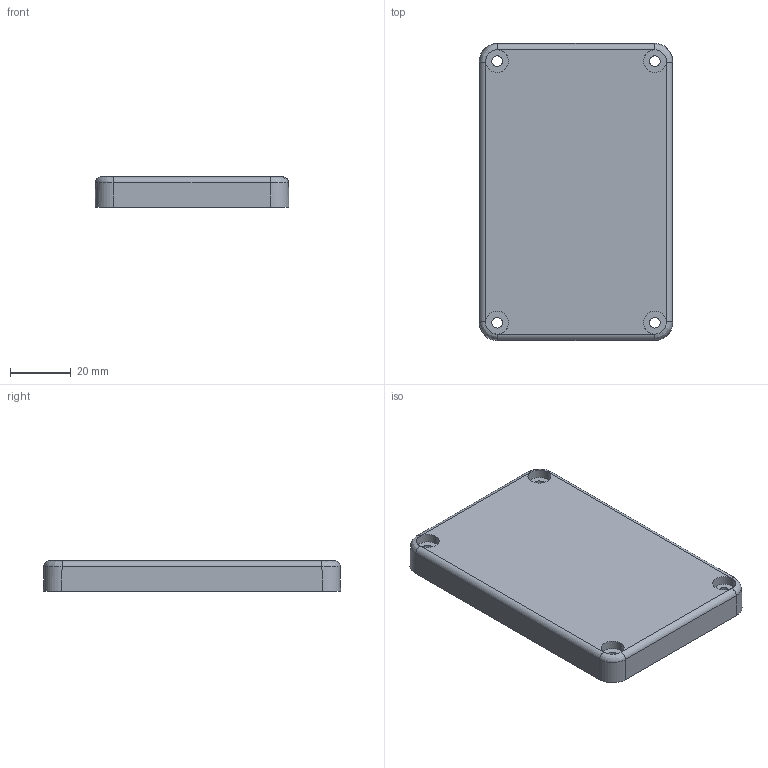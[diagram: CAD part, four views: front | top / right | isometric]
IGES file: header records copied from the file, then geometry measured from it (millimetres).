
Global section: file name: No Iges File Name specified; native system: AutoDesk Inventor R11.0; preprocessor: AutoDesk Inventor Iges Exporter R11.0; author: No Author specified; organization: No Organization specified; date: 20070207.095520; units: millimetre
Bounding box: 63.75 x 97.75 x 10 mm (x, y, z)
Volume: 32461.7 mm3; surface area: 18723.5 mm2
Topology: 1 solids, 1 shells, 194 faces, 499 edges, 316 vertices
Faces by surface type: bspline 87, plane 49, revolution 34, cone 16, cylinder 8
